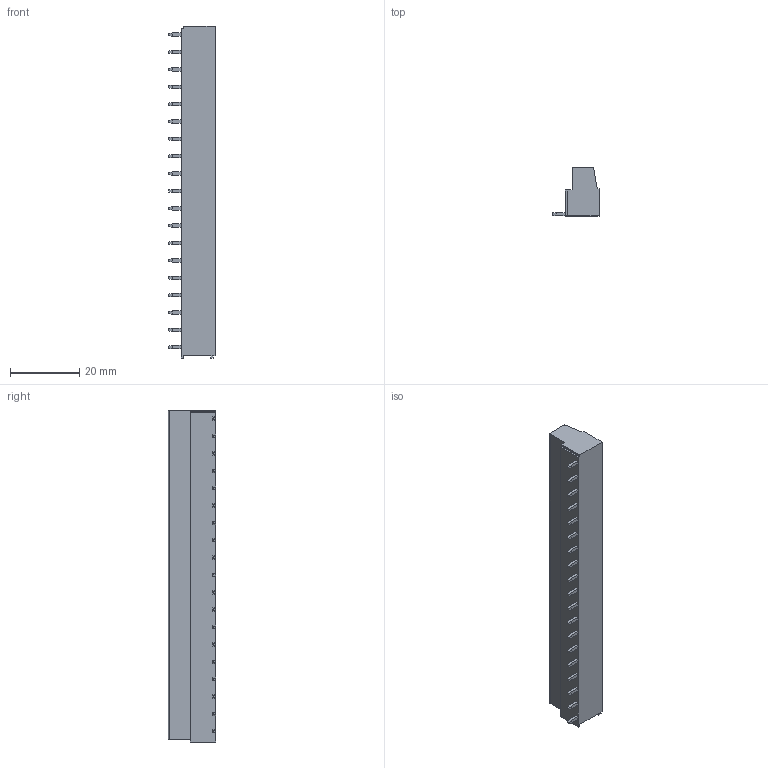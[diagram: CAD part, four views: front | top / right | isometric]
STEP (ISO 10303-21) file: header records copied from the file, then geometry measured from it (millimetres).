
FILE_DESCRIPTION((''),'2;1');
FILE_NAME('PRT0001','2024-11-30T',('sj'),(''),'PRO/ENGINEER BY PARAMETRIC TECHNOLOGY CORPORATION, 2013240','PRO/ENGINEER BY PARAMETRIC TECHNOLOGY CORPORATION, 2013240','');
FILE_SCHEMA(('AUTOMOTIVE_DESIGN_CC2 { 1 2 10303 214 -1 1 5 2 }'));
Length unit declared in the file: millimetre
Products named in the file (1): PRT0001
Bounding box: 13.35 x 13.8 x 95.6 mm (x, y, z)
Volume: 10495.2 mm3; surface area: 5869.7 mm2
Topology: 1 solids, 1 shells, 691 faces, 1630 edges, 1036 vertices
Faces by surface type: plane 569, cylinder 84, torus 38
Entity records: 19738 total; most frequent: CARTESIAN_POINT 3737, ORIENTED_EDGE 3260, DIRECTION 3218, EDGE_CURVE 1630, VECTOR 1272, LINE 1272, VERTEX_POINT 1036, AXIS2_PLACEMENT_3D 973
